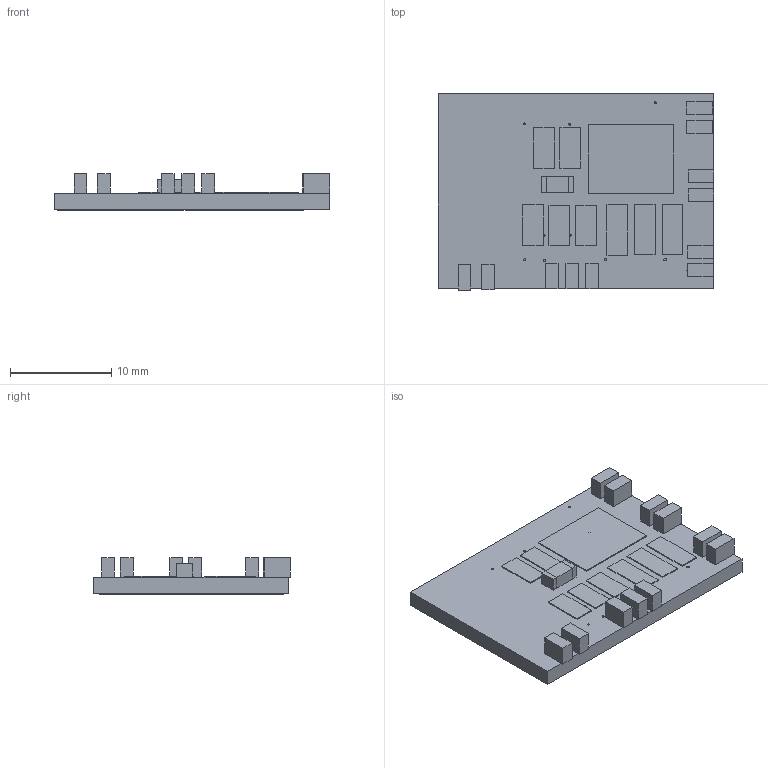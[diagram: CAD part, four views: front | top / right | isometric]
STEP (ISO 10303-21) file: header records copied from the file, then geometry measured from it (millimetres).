
FILE_DESCRIPTION(/* description */ (''),/* implementation_level */ '2;1');
FILE_NAME(/* name */ 'fe430d38-a21e-4bc7-adff-1b5752c2508d.zip.stp',/* time_stamp */ '2021-04-18T16:04:40+00:00',/* author */ (''),/* organization */ (''),/* preprocessor_version */ 'ST-DEVELOPER v18.1',/* originating_system */ 'Autodesk Translation Framework v10.6.0.1341',/* authorisation */ '');
FILE_SCHEMA (('AUTOMOTIVE_DESIGN { 1 0 10303 214 3 1 1 }'));
Length unit declared in the file: millimetre
Products named in the file (9): REMOT_; Board; Packages; SOT223; ESP8266-ESP12E; C1206; C1206 (1); R0805; SMD1,27-2,54
Assembly tree (24 placements, depth 3):
  REMOT_
    Board
    Packages
      SOT223
      ESP8266-ESP12E
      C1206
      C1206 (1)  x3
      R0805  x5
      SMD1,27-2,54  x11
Bounding box: 27.21 x 19.35 x 3.58 mm (x, y, z)
Volume: 954.8 mm3; surface area: 2608.3 mm2
Topology: 23 solids, 23 shells, 157 faces, 333 edges, 222 vertices
Faces by surface type: plane 146, cylinder 11
Full cylindrical faces by diameter (mm): 0.2 x10, 0.25 x1
Entity records: 2249 total; most frequent: DIRECTION 353, CARTESIAN_POINT 330, ORIENTED_EDGE 282, EDGE_CURVE 141, LINE 119, VECTOR 119, AXIS2_PLACEMENT_3D 117, VERTEX_POINT 94
